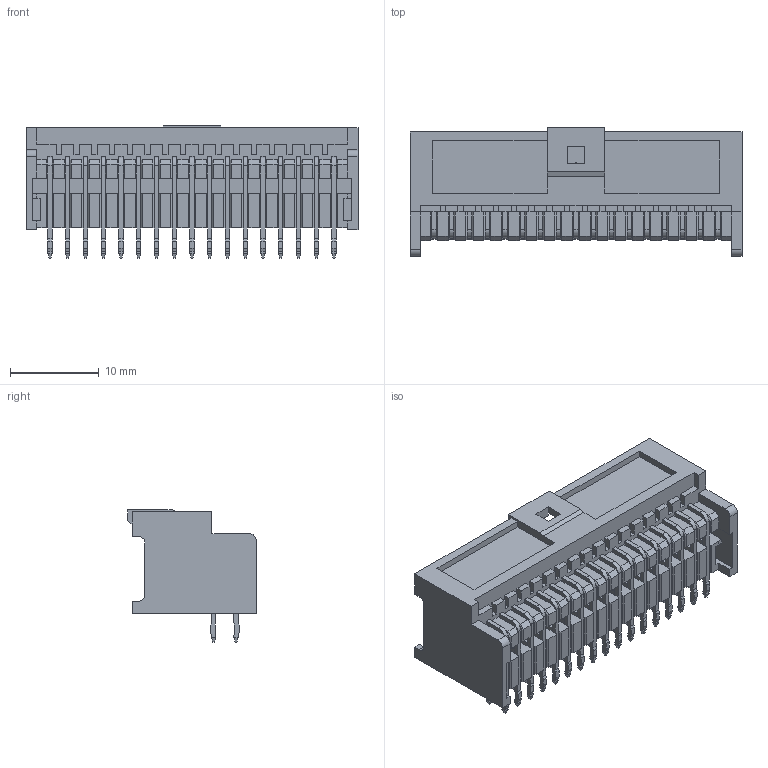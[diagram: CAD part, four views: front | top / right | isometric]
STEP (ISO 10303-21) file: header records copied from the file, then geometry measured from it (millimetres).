
FILE_DESCRIPTION(/* description */ ('Unknown'),/* implementation_level */ '2;1');
FILE_NAME(/* name */ 'J_Wurth_WR-WTB_62403421722',/* time_stamp */ '2025-05-28T16:59:53+08:00',/* author */ ('Unknown'),/* organization */ ('Unknown'),/* preprocessor_version */ 'ST-DEVELOPER v19.4',/* originating_system */ 'Solid Edge',/* authorisation */ 'Unknown');
FILE_SCHEMA (('AUTOMOTIVE_DESIGN {1 0 10303 214 3 1 1}'));
Length unit declared in the file: millimetre
Products named in the file (2): J_Wurth_WR-WTB_62403421722
Assembly tree (1 placements, depth 2):
  J_Wurth_WR-WTB_62403421722
    J_Wurth_WR-WTB_62403421722
Bounding box: 37.4 x 14.5 x 14.9 mm (x, y, z)
Volume: 1984.4 mm3; surface area: 4181.5 mm2
Topology: 1 solids, 1 shells, 1570 faces, 4193 edges, 2590 vertices
Faces by surface type: plane 1530, cylinder 40
Entity records: 58317 total; most frequent: ORIENTED_EDGE 8386, CARTESIAN_POINT 8355, DIRECTION 7451, EDGE_CURVE 4193, LINE 4079, VECTOR 4079, VERTEX_POINT 2590, AXIS2_PLACEMENT_3D 1686
